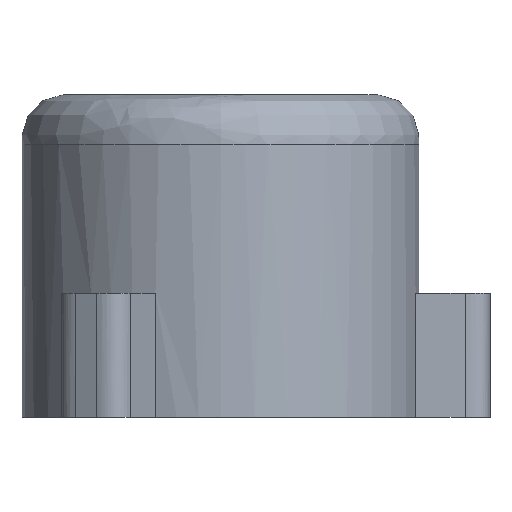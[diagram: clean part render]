
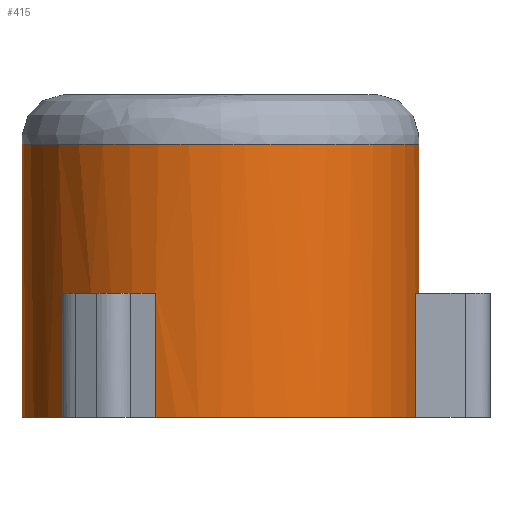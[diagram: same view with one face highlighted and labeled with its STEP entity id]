
A CAD part, left-side view. The second image highlights one B-rep face of the part: STEP entity #415.
In plain terms, the highlighted cylindrical face has radius 4 mm (diameter 8 mm), a full revolution.
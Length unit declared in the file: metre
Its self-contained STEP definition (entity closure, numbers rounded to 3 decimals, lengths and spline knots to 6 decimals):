
#28=CIRCLE('',#448,0.004);
#29=CIRCLE('',#449,0.004);
#30=CIRCLE('',#450,0.004);
#31=CIRCLE('',#451,0.004);
#32=CIRCLE('',#452,0.004);
#33=CIRCLE('',#453,0.004);
#38=LINE('',#1053,#62);
#39=LINE('',#1058,#63);
#40=LINE('',#1062,#64);
#41=LINE('',#1066,#65);
#42=LINE('',#1070,#66);
#43=LINE('',#1074,#67);
#62=VECTOR('',#480,1.);
#63=VECTOR('',#483,1.);
#64=VECTOR('',#486,1.);
#65=VECTOR('',#489,1.);
#66=VECTOR('',#492,1.);
#67=VECTOR('',#495,1.);
#86=CYLINDRICAL_SURFACE('',#447,0.004);
#115=ORIENTED_EDGE('',*,*,#234,.T.);
#116=ORIENTED_EDGE('',*,*,#235,.F.);
#117=ORIENTED_EDGE('',*,*,#236,.T.);
#118=ORIENTED_EDGE('',*,*,#237,.T.);
#119=ORIENTED_EDGE('',*,*,#238,.T.);
#120=ORIENTED_EDGE('',*,*,#239,.F.);
#121=ORIENTED_EDGE('',*,*,#240,.T.);
#122=ORIENTED_EDGE('',*,*,#241,.T.);
#123=ORIENTED_EDGE('',*,*,#242,.T.);
#124=ORIENTED_EDGE('',*,*,#243,.F.);
#125=ORIENTED_EDGE('',*,*,#244,.T.);
#126=ORIENTED_EDGE('',*,*,#245,.T.);
#127=ORIENTED_EDGE('',*,*,#246,.T.);
#234=EDGE_CURVE('',#294,#294,#336,.T.);
#235=EDGE_CURVE('',#295,#296,#38,.T.);
#236=EDGE_CURVE('',#295,#297,#28,.T.);
#237=EDGE_CURVE('',#297,#298,#39,.T.);
#238=EDGE_CURVE('',#298,#299,#29,.T.);
#239=EDGE_CURVE('',#300,#299,#40,.T.);
#240=EDGE_CURVE('',#300,#301,#30,.T.);
#241=EDGE_CURVE('',#301,#302,#41,.T.);
#242=EDGE_CURVE('',#302,#303,#31,.T.);
#243=EDGE_CURVE('',#304,#303,#42,.T.);
#244=EDGE_CURVE('',#304,#305,#32,.T.);
#245=EDGE_CURVE('',#305,#306,#43,.T.);
#246=EDGE_CURVE('',#306,#296,#33,.T.);
#294=VERTEX_POINT('',#1051);
#295=VERTEX_POINT('',#1054);
#296=VERTEX_POINT('',#1055);
#297=VERTEX_POINT('',#1057);
#298=VERTEX_POINT('',#1059);
#299=VERTEX_POINT('',#1061);
#300=VERTEX_POINT('',#1063);
#301=VERTEX_POINT('',#1065);
#302=VERTEX_POINT('',#1067);
#303=VERTEX_POINT('',#1069);
#304=VERTEX_POINT('',#1071);
#305=VERTEX_POINT('',#1073);
#306=VERTEX_POINT('',#1075);
#336=B_SPLINE_CURVE_WITH_KNOTS('',3,(#1040,#1041,#1042,#1043,#1044,#1045,
#1046,#1047,#1048,#1049,#1050),.UNSPECIFIED.,.T.,.F.,(1,1,1,1,1,1,1,1,1,
1,1,1,1,1,1),(-0.375,-0.25,-0.125,0.,0.125,0.25,0.375,0.5,0.625,0.75,0.875,
1.,1.125,1.25,1.375),.UNSPECIFIED.);
#345=EDGE_LOOP('',(#115));
#346=EDGE_LOOP('',(#116,#117,#118,#119,#120,#121,#122,#123,#124,#125,#126,
#127));
#377=FACE_BOUND('',#345,.T.);
#378=FACE_BOUND('',#346,.T.);
#415=ADVANCED_FACE('',(#377,#378),#86,.T.);
#447=AXIS2_PLACEMENT_3D('',#1052,#478,#479);
#448=AXIS2_PLACEMENT_3D('',#1056,#481,#482);
#449=AXIS2_PLACEMENT_3D('',#1060,#484,#485);
#450=AXIS2_PLACEMENT_3D('',#1064,#487,#488);
#451=AXIS2_PLACEMENT_3D('',#1068,#490,#491);
#452=AXIS2_PLACEMENT_3D('',#1072,#493,#494);
#453=AXIS2_PLACEMENT_3D('',#1076,#496,#497);
#478=DIRECTION('',(0.,0.,-1.));
#479=DIRECTION('',(-1.,0.,0.));
#480=DIRECTION('',(0.,0.,-1.));
#481=DIRECTION('',(0.,0.,1.));
#482=DIRECTION('',(1.,0.,0.));
#483=DIRECTION('',(0.,0.,-1.));
#484=DIRECTION('',(0.,0.,1.));
#485=DIRECTION('',(1.,0.,0.));
#486=DIRECTION('',(0.,0.,-1.));
#487=DIRECTION('',(0.,0.,1.));
#488=DIRECTION('',(1.,0.,0.));
#489=DIRECTION('',(0.,0.,-1.));
#490=DIRECTION('',(0.,0.,1.));
#491=DIRECTION('',(1.,0.,0.));
#492=DIRECTION('',(0.,0.,-1.));
#493=DIRECTION('',(0.,0.,1.));
#494=DIRECTION('',(1.,0.,0.));
#495=DIRECTION('',(0.,0.,-1.));
#496=DIRECTION('',(0.,0.,1.));
#497=DIRECTION('',(1.,0.,0.));
#1040=CARTESIAN_POINT('',(-0.003134,-0.003134,0.0055));
#1041=CARTESIAN_POINT('',(-0.004433,0.,0.0055));
#1042=CARTESIAN_POINT('',(-0.003134,0.003134,0.0055));
#1043=CARTESIAN_POINT('',(0.,0.004433,0.0055));
#1044=CARTESIAN_POINT('',(0.003134,0.003134,0.0055));
#1045=CARTESIAN_POINT('',(0.004433,0.,0.0055));
#1046=CARTESIAN_POINT('',(0.003134,-0.003134,0.0055));
#1047=CARTESIAN_POINT('',(0.,-0.004433,0.0055));
#1048=CARTESIAN_POINT('',(-0.003134,-0.003134,0.0055));
#1049=CARTESIAN_POINT('',(-0.004433,0.,0.0055));
#1050=CARTESIAN_POINT('',(-0.003134,0.003134,0.0055));
#1051=CARTESIAN_POINT('',(-0.004,0.,0.0055));
#1052=CARTESIAN_POINT('',(0.,0.,0.0065));
#1053=CARTESIAN_POINT('',(0.003777,0.001318,0.0025));
#1054=CARTESIAN_POINT('',(0.003777,0.001318,0.0025));
#1055=CARTESIAN_POINT('',(0.003777,0.001318,0.));
#1056=CARTESIAN_POINT('',(0.,0.,0.0025));
#1057=CARTESIAN_POINT('',(0.003025,0.002617,0.0025));
#1058=CARTESIAN_POINT('',(0.003025,0.002617,0.0025));
#1059=CARTESIAN_POINT('',(0.003025,0.002617,0.));
#1060=CARTESIAN_POINT('',(0.,0.,0.));
#1061=CARTESIAN_POINT('',(-0.00303,0.002612,0.));
#1062=CARTESIAN_POINT('',(-0.00303,0.002612,0.0025));
#1063=CARTESIAN_POINT('',(-0.00303,0.002612,0.0025));
#1064=CARTESIAN_POINT('',(0.,0.,0.0025));
#1065=CARTESIAN_POINT('',(-0.003779,0.001312,0.0025));
#1066=CARTESIAN_POINT('',(-0.003779,0.001312,0.0025));
#1067=CARTESIAN_POINT('',(-0.003779,0.001312,0.));
#1068=CARTESIAN_POINT('',(0.,0.,0.));
#1069=CARTESIAN_POINT('',(-0.00075,-0.003929,0.));
#1070=CARTESIAN_POINT('',(-0.00075,-0.003929,0.0025));
#1071=CARTESIAN_POINT('',(-0.00075,-0.003929,0.0025));
#1072=CARTESIAN_POINT('',(0.,0.,0.0025));
#1073=CARTESIAN_POINT('',(0.00075,-0.003929,0.0025));
#1074=CARTESIAN_POINT('',(0.00075,-0.003929,0.0025));
#1075=CARTESIAN_POINT('',(0.00075,-0.003929,0.));
#1076=CARTESIAN_POINT('',(0.,0.,0.));
